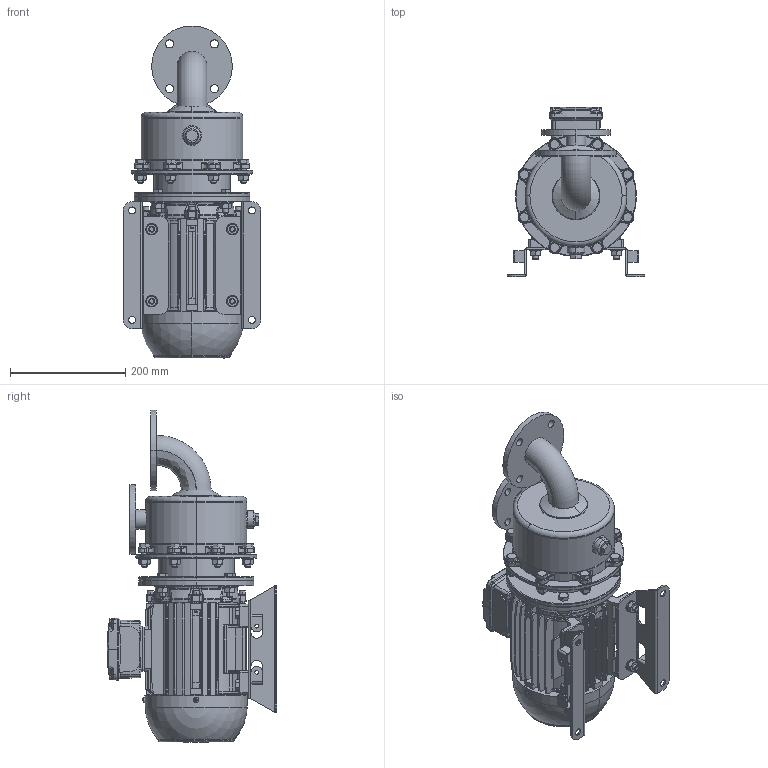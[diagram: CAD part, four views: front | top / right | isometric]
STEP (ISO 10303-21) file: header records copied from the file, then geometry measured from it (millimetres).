
FILE_DESCRIPTION (( 'STEP AP203' ), '1' );
FILE_NAME ('Ýëåêòðîíàñîñíûé àãðåãàò ÕÌñ 12,5_20Ê5-2,2_2.STEP', '2016-04-27T21:03:33', ( '' ), ( '' ), 'SwSTEP 2.0', 'SolidWorks 2015', '' );
FILE_SCHEMA (( 'CONFIG_CONTROL_DESIGN' ));
Length unit declared in the file: millimetre
Products named in the file (14): 冓憵 12,5_20; Ôëàíåö ÕÌñ 25-30; Ôëàíåö íàïîðíûé ÕÌñ 12,5_20 (32); 砐鳱鍱 12,5_20; Ýëåêòðîíàñîñíûé àãðåãàò ÕÌñ 12,5_20Ê5-2,2_2; Ïîäâîä 12,5_20(ïðîäîëæåíèå+); 署赅 赅耱瘙腓 12,5_20; Êàñòðþëÿ 12,5_20; 扻錪犩 12,5_20; Áîëò Ì10; 婜縺蹞 12,5_20; ﾘ琺矜; 90L_TOP; Ãàéêà
Assembly tree (59 placements, depth 2):
  Ýëåêòðîíàñîñíûé àãðåãàò ÕÌñ 12,5_20Ê5-2,2_2
    Áîëò Ì10  x16
    ﾘ琺矜  x16
    Ãàéêà  x16
    Ôëàíåö ÕÌñ 25-30
    砐鳱鍱 12,5_20
    Ïîäâîä 12,5_20(ïðîäîëæåíèå+)
    署赅 赅耱瘙腓 12,5_20
    Êàñòðþëÿ 12,5_20
    扻錪犩 12,5_20
    婜縺蹞 12,5_20
    90L_TOP
    冓憵 12,5_20  x2
    Ôëàíåö íàïîðíûé ÕÌñ 12,5_20 (32)
Bounding box: 238 x 294.5 x 576 mm (x, y, z)
Volume: 7304055.9 mm3; surface area: 945111 mm2
Topology: 65 solids, 66 shells, 3364 faces, 8139 edges, 5054 vertices
Faces by surface type: plane 1590, cylinder 715, cone 526, torus 285, bspline 218, sphere 30
Entity records: 90559 total; most frequent: CARTESIAN_POINT 28900, ORIENTED_EDGE 12466, DIRECTION 12050, EDGE_CURVE 6233, AXIS2_PLACEMENT_3D 4302, VERTEX_POINT 3948, LINE 3446, VECTOR 3446
